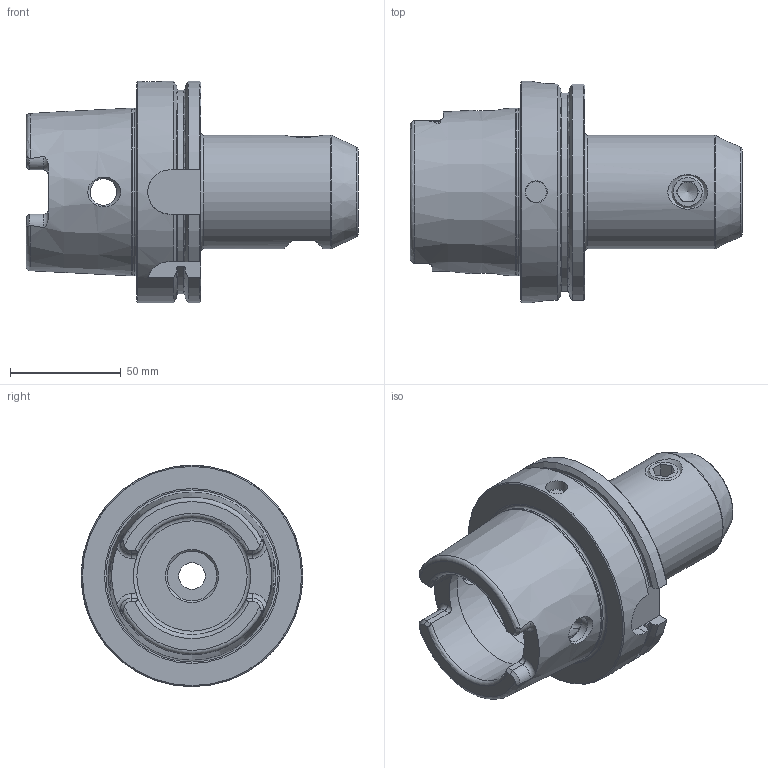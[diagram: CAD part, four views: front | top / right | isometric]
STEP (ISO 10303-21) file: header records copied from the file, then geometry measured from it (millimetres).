
FILE_DESCRIPTION( ( 'Unknown' ), '1' );
FILE_NAME( '250032060-B.stp', 'Unknown', ( 'Unknown' ), ( 'Unknown' ), 'PSStep 15.0.49', 'Unknown', ' ' );
FILE_SCHEMA( ( 'AUTOMOTIVE_DESIGN { 1 0 10303 214 1 1 1 1 }' ) );
Length unit declared in the file: millimetre
Products named in the file (2): 1; 2
Bounding box: 150 x 100 x 100 mm (x, y, z)
Volume: 376086.9 mm3; surface area: 65746.1 mm2
Topology: 2 solids, 2 shells, 144 faces, 376 edges, 237 vertices
Faces by surface type: plane 52, cylinder 36, cone 31, torus 25
Full cylindrical faces by diameter (mm): 8.5 x1, 10 x1, 12 x3, 13.835 x1, 16 x1, 20 x1, 20.5 x1, 22.376 x1, 25 x1, 51.5 x1, 53 x2, 63 x1, 75.459 x1, 100 x1
Entity records: 6268 total; most frequent: CARTESIAN_POINT 1933, DIRECTION 644, ORIENTED_EDGE 610, EDGE_CURVE 305, AXIS2_PLACEMENT_3D 268, VERTEX_POINT 217, EDGE_LOOP 202, FACE_OUTER_BOUND 172
